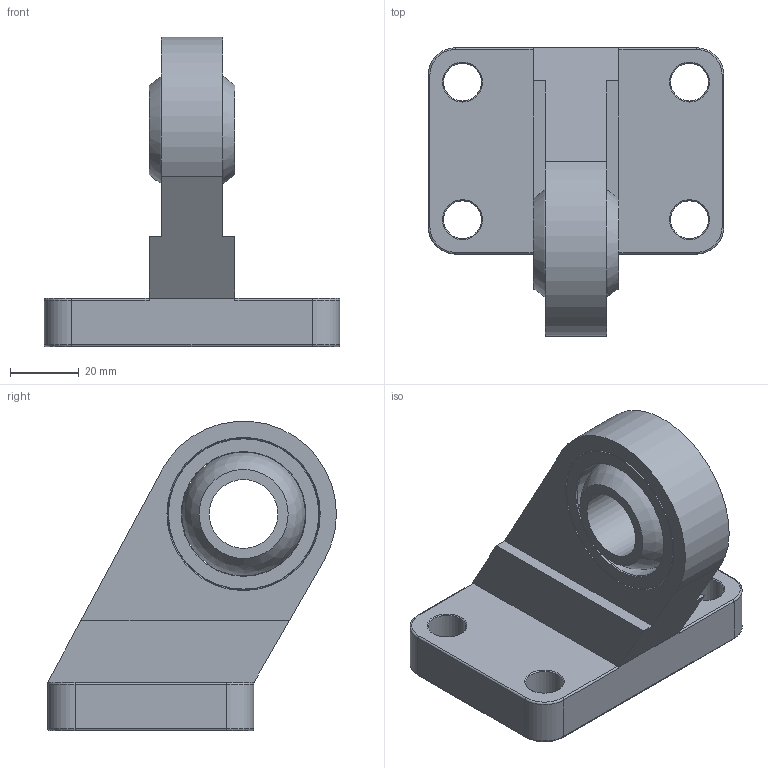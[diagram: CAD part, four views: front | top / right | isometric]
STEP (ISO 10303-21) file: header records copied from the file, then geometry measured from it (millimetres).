
FILE_DESCRIPTION(/* description */ (''),/* implementation_level */ '2;1');
FILE_NAME(/* name */ 'CAD_8133.stp',/* time_stamp */ '2017-11-08T10:43:47+01:00',/* author */ ('Hypex'),/* organization */ ('Hypex'),/* preprocessor_version */ 'ST-DEVELOPER v16.1',/* originating_system */ 'Autodesk Inventor 2016',/* authorisation */ '');
FILE_SCHEMA (('AUTOMOTIVE_DESIGN { 1 0 10303 214 3 1 1 }'));
Length unit declared in the file: millimetre
Products named in the file (1): CAD_8133
Bounding box: 86 x 83.99 x 89.92 mm (x, y, z)
Volume: 143118.7 mm3; surface area: 31113.9 mm2
Topology: 2 solids, 2 shells, 64 faces, 151 edges, 93 vertices
Faces by surface type: cylinder 22, plane 19, cone 14, torus 8, sphere 1
Full cylindrical faces by diameter (mm): 11 x4, 20 x1, 36 x1
Entity records: 1820 total; most frequent: DIRECTION 325, CARTESIAN_POINT 278, ORIENTED_EDGE 250, AXIS2_PLACEMENT_3D 135, EDGE_CURVE 125, EDGE_LOOP 99, VERTEX_POINT 88, CIRCLE 70
